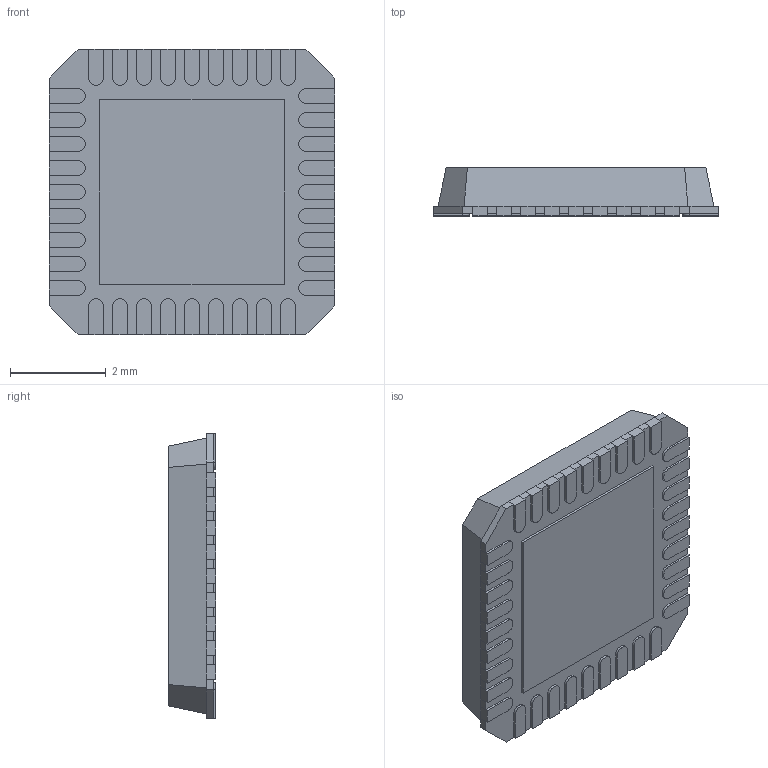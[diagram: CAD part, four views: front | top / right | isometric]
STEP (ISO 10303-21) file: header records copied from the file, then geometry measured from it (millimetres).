
FILE_DESCRIPTION (( 'STEP AP214' ), '1' );
FILE_NAME ('00001692.STEP', '2015-06-21T05:54:42', ( '' ), ( '' ), 'SwSTEP 2.0', 'SolidWorks 2015', '' );
FILE_SCHEMA (( 'AUTOMOTIVE_DESIGN' ));
Length unit declared in the file: millimetre
Products named in the file (1): 00001692
Bounding box: 5.95 x 1 x 5.95 mm (x, y, z)
Volume: 30.9 mm3; surface area: 90.8 mm2
Topology: 1 solids, 1 shells, 383 faces, 996 edges, 616 vertices
Faces by surface type: plane 311, cylinder 72
Entity records: 12446 total; most frequent: CARTESIAN_POINT 1996, ORIENTED_EDGE 1992, DIRECTION 1908, EDGE_CURVE 996, VECTOR 852, LINE 852, VERTEX_POINT 616, AXIS2_PLACEMENT_3D 528
